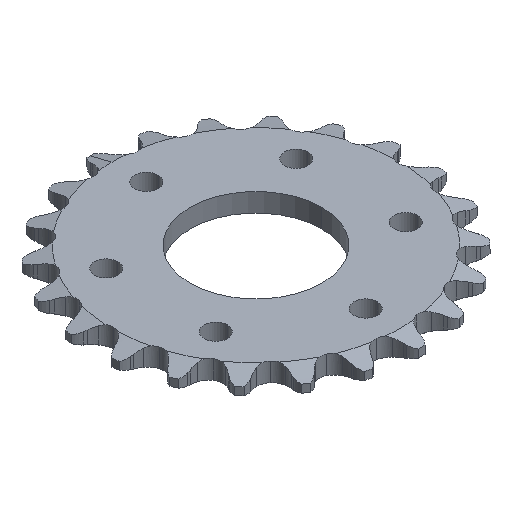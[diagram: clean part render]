
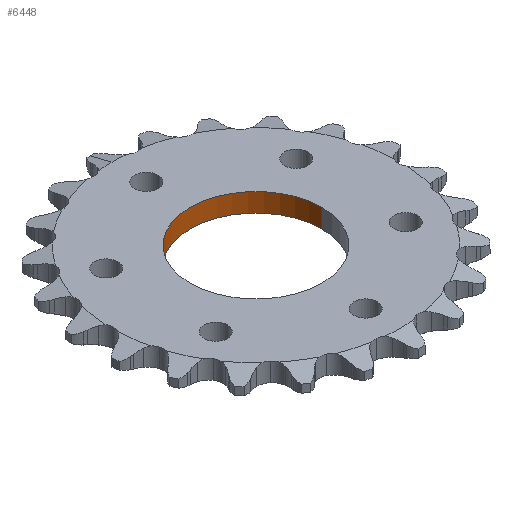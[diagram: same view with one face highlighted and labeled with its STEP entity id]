
A CAD part, isometric view. The second image highlights one B-rep face of the part: STEP entity #6448.
In plain terms, the highlighted cylindrical face has radius 14.287 mm (diameter 28.575 mm), a partial arc.
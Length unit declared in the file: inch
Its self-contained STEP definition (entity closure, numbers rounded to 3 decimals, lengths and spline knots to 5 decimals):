
#234 = VECTOR ( 'NONE', #4353, 39.37008 ) ;
#459 = LINE ( 'NONE', #3733, #234 ) ;
#739 = CARTESIAN_POINT ( 'NONE',  ( -0.5625, 0., -0.16 ) ) ;
#914 = EDGE_CURVE ( 'NONE', #8665, #5095, #3372, .T. ) ;
#1016 = VECTOR ( 'NONE', #3949, 39.37008 ) ;
#1137 = DIRECTION ( 'NONE',  ( 1., 0., 0. ) ) ;
#1766 = CARTESIAN_POINT ( 'NONE',  ( -0.5625, 0., -0.16 ) ) ;
#1851 = EDGE_CURVE ( 'NONE', #8665, #7362, #459, .T. ) ;
#2415 = EDGE_CURVE ( 'NONE', #7362, #7457, #2884, .T. ) ;
#2660 = CARTESIAN_POINT ( 'NONE',  ( 0., 0., -0.16 ) ) ;
#2884 = CIRCLE ( 'NONE', #4005, 0.5625 ) ;
#2977 = CYLINDRICAL_SURFACE ( 'NONE', #4710, 0.5625 ) ;
#3000 = DIRECTION ( 'NONE',  ( 1., 0., 0. ) ) ;
#3122 = ORIENTED_EDGE ( 'NONE', *, *, #914, .F. ) ;
#3372 = CIRCLE ( 'NONE', #8350, 0.5625 ) ;
#3733 = CARTESIAN_POINT ( 'NONE',  ( 0.5625, 0., -0.16 ) ) ;
#3753 = CARTESIAN_POINT ( 'NONE',  ( 0., 0., 0. ) ) ;
#3949 = DIRECTION ( 'NONE',  ( 0., 0., 1. ) ) ;
#4005 = AXIS2_PLACEMENT_3D ( 'NONE', #3753, #8100, #3000 ) ;
#4281 = ORIENTED_EDGE ( 'NONE', *, *, #8192, .F. ) ;
#4333 = ORIENTED_EDGE ( 'NONE', *, *, #1851, .T. ) ;
#4353 = DIRECTION ( 'NONE',  ( 0., 0., 1. ) ) ;
#4710 = AXIS2_PLACEMENT_3D ( 'NONE', #8436, #8401, #1137 ) ;
#4842 = DIRECTION ( 'NONE',  ( 0., 0., 1. ) ) ;
#5095 = VERTEX_POINT ( 'NONE', #739 ) ;
#5863 = DIRECTION ( 'NONE',  ( 1., 0., 0. ) ) ;
#6424 = CARTESIAN_POINT ( 'NONE',  ( 0.5625, 0., -0.16 ) ) ;
#6448 = ADVANCED_FACE ( 'NONE', ( #9267 ), #2977, .F. ) ;
#7074 = ORIENTED_EDGE ( 'NONE', *, *, #2415, .T. ) ;
#7362 = VERTEX_POINT ( 'NONE', #9295 ) ;
#7457 = VERTEX_POINT ( 'NONE', #7923 ) ;
#7923 = CARTESIAN_POINT ( 'NONE',  ( -0.5625, 0., 0. ) ) ;
#8100 = DIRECTION ( 'NONE',  ( 0., 0., 1. ) ) ;
#8192 = EDGE_CURVE ( 'NONE', #5095, #7457, #8802, .T. ) ;
#8350 = AXIS2_PLACEMENT_3D ( 'NONE', #2660, #4842, #5863 ) ;
#8401 = DIRECTION ( 'NONE',  ( 0., 0., 1. ) ) ;
#8436 = CARTESIAN_POINT ( 'NONE',  ( 0., 0., -0.16 ) ) ;
#8665 = VERTEX_POINT ( 'NONE', #6424 ) ;
#8802 = LINE ( 'NONE', #1766, #1016 ) ;
#8829 = EDGE_LOOP ( 'NONE', ( #4281, #3122, #4333, #7074 ) ) ;
#9267 = FACE_OUTER_BOUND ( 'NONE', #8829, .T. ) ;
#9295 = CARTESIAN_POINT ( 'NONE',  ( 0.5625, 0., 0. ) ) ;
